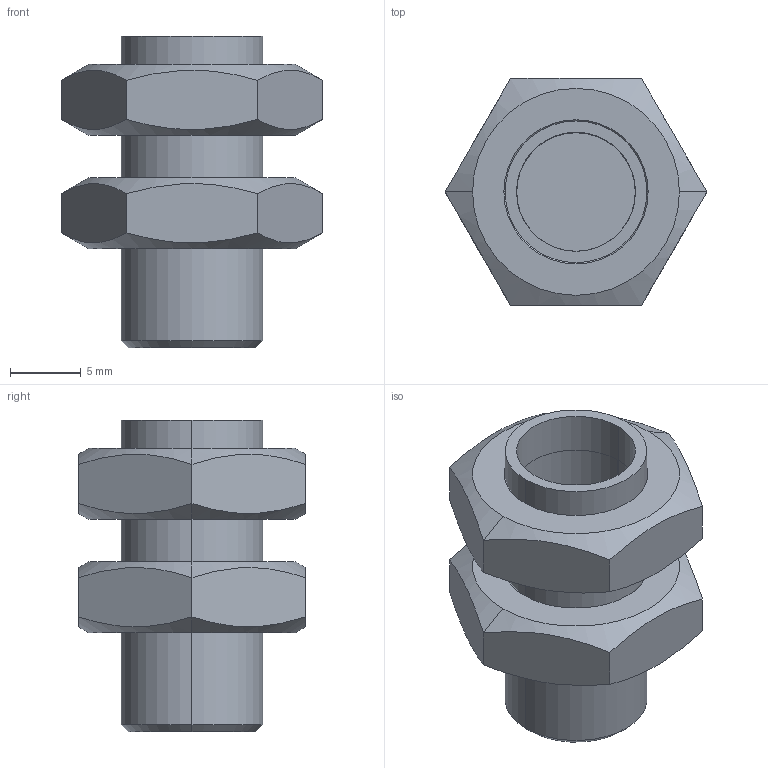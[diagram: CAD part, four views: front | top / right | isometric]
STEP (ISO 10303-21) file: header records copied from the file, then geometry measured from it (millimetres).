
FILE_DESCRIPTION (( 'STEP AP214' ), '1' );
FILE_NAME ('M520.STEP', '2021-12-30T13:05:51', ( '' ), ( '' ), 'SwSTEP 2.0', 'SolidWorks 2021', '' );
FILE_SCHEMA (( 'AUTOMOTIVE_DESIGN' ));
Length unit declared in the file: millimetre
Products named in the file (4): _ISO Hex Nuts_Hex Thin Nut Grade B ISO 4036-2; Corpo_0-12; M520
Assembly tree (4 placements, depth 3):
  M520
    _ISO Hex Nuts_Hex Thin Nut Grade B ISO 4036-2  x2
      _ISO Hex Nuts_Hex Thin Nut Grade B ISO 4036-2
    Corpo_0-12
Bounding box: 18.48 x 16 x 22 mm (x, y, z)
Volume: 2101.8 mm3; surface area: 2715 mm2
Topology: 3 solids, 3 shells, 45 faces, 96 edges, 58 vertices
Faces by surface type: plane 19, cone 18, cylinder 8
Entity records: 960 total; most frequent: CARTESIAN_POINT 249, DIRECTION 136, ORIENTED_EDGE 112, AXIS2_PLACEMENT_3D 57, EDGE_CURVE 56, VERTEX_POINT 34, EDGE_LOOP 30, ADVANCED_FACE 27
